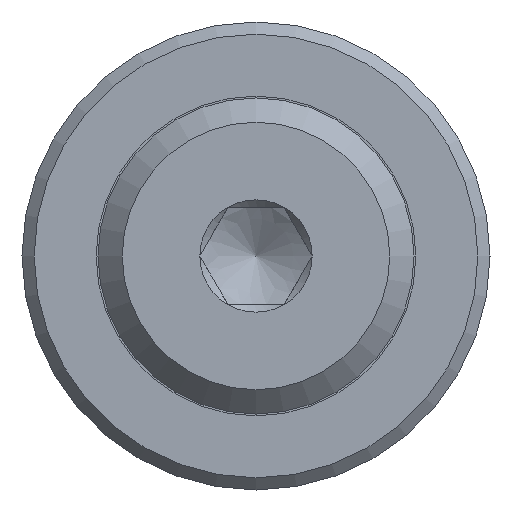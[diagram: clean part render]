
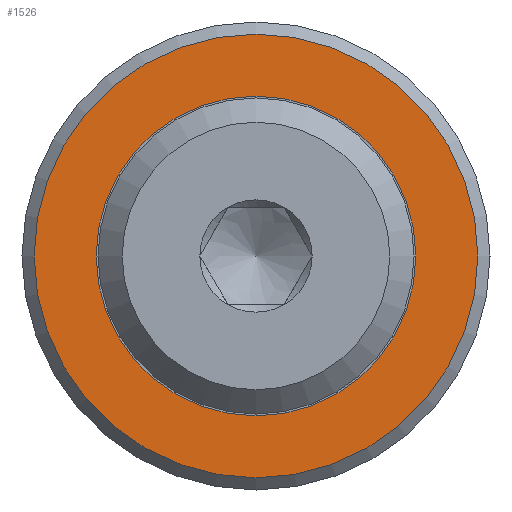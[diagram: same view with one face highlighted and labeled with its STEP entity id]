
A CAD part, left-side view. The second image highlights one B-rep face of the part: STEP entity #1526.
In plain terms, the highlighted face is planar.
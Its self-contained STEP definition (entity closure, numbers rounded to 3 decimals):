
#52=FACE_BOUND('',#290,.T.);
#117=PLANE('',#1746);
#195=FACE_OUTER_BOUND('',#289,.T.);
#289=EDGE_LOOP('',(#1267,#1268));
#290=EDGE_LOOP('',(#1269,#1270));
#558=CIRCLE('',#1730,18.25);
#559=CIRCLE('',#1731,18.25);
#566=CIRCLE('',#1744,13.15);
#567=CIRCLE('',#1745,13.15);
#701=VERTEX_POINT('',#2592);
#702=VERTEX_POINT('',#2594);
#709=VERTEX_POINT('',#2618);
#710=VERTEX_POINT('',#2620);
#896=EDGE_CURVE('',#701,#702,#558,.T.);
#897=EDGE_CURVE('',#702,#701,#559,.T.);
#908=EDGE_CURVE('',#710,#709,#566,.T.);
#909=EDGE_CURVE('',#709,#710,#567,.T.);
#1267=ORIENTED_EDGE('',*,*,#897,.F.);
#1268=ORIENTED_EDGE('',*,*,#896,.F.);
#1269=ORIENTED_EDGE('',*,*,#908,.T.);
#1270=ORIENTED_EDGE('',*,*,#909,.T.);
#1526=ADVANCED_FACE('',(#195,#52),#117,.T.);
#1730=AXIS2_PLACEMENT_3D('',#2595,#2084,#2085);
#1731=AXIS2_PLACEMENT_3D('',#2596,#2086,#2087);
#1744=AXIS2_PLACEMENT_3D('',#2621,#2116,#2117);
#1745=AXIS2_PLACEMENT_3D('',#2622,#2118,#2119);
#1746=AXIS2_PLACEMENT_3D('',#2623,#2120,#2121);
#2084=DIRECTION('center_axis',(0.,1.,0.));
#2085=DIRECTION('ref_axis',(-1.,0.,0.));
#2086=DIRECTION('center_axis',(0.,1.,0.));
#2087=DIRECTION('ref_axis',(-1.,0.,0.));
#2116=DIRECTION('center_axis',(0.,1.,0.));
#2117=DIRECTION('ref_axis',(-1.,0.,0.));
#2118=DIRECTION('center_axis',(0.,1.,0.));
#2119=DIRECTION('ref_axis',(-1.,0.,0.));
#2120=DIRECTION('center_axis',(0.,-1.,0.));
#2121=DIRECTION('ref_axis',(0.,0.,-1.));
#2592=CARTESIAN_POINT('',(18.25,0.,0.));
#2594=CARTESIAN_POINT('',(-18.25,0.,0.));
#2595=CARTESIAN_POINT('Origin',(0.,0.,0.));
#2596=CARTESIAN_POINT('Origin',(0.,0.,0.));
#2618=CARTESIAN_POINT('',(13.15,0.,0.));
#2620=CARTESIAN_POINT('',(-13.15,0.,0.));
#2621=CARTESIAN_POINT('Origin',(0.,0.,0.));
#2622=CARTESIAN_POINT('Origin',(0.,0.,0.));
#2623=CARTESIAN_POINT('Origin',(-15.7,0.,0.));
